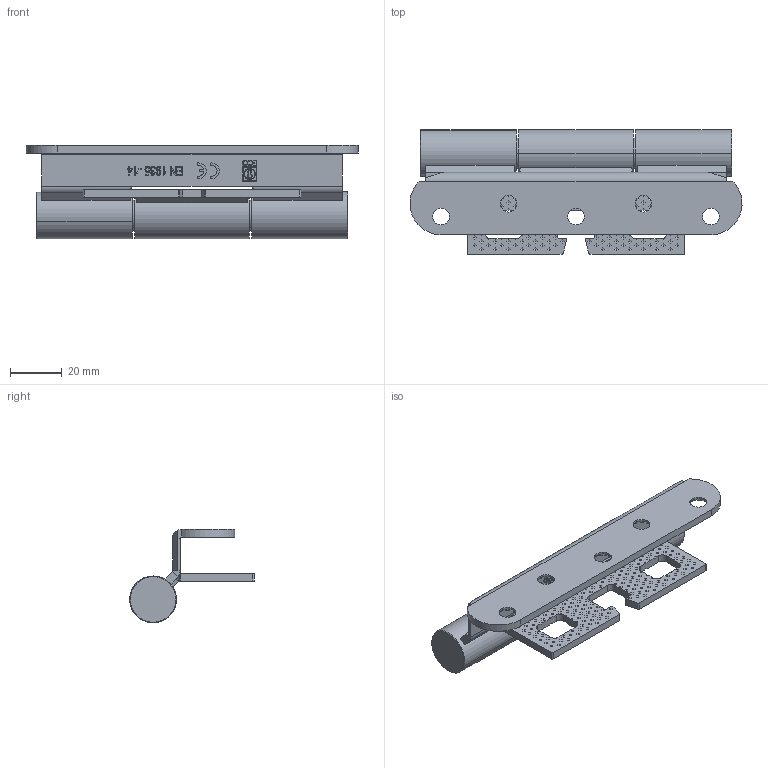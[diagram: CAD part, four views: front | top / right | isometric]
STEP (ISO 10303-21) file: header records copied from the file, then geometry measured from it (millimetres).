
FILE_DESCRIPTION (( 'STEP AP203' ), '1' );
FILE_NAME ('OBX-18-1531-120-LG-RC-A_D042-29425.STEP', '2022-05-03T09:43:56', ( '' ), ( '' ), 'SwSTEP 2.0', 'SolidWorks 2020', '' );
FILE_SCHEMA (( 'CONFIG_CONTROL_DESIGN' ));
Length unit declared in the file: millimetre
Products named in the file (8): DIN5401-III; D043-24251; D044-14308; OBX-18-1531-120-LG-RC-A_D042-29425; B01572; D044-24252; D046-14312; D043-25258
Assembly tree (11 placements, depth 2):
  OBX-18-1531-120-LG-RC-A_D042-29425
    D044-24252
    D043-25258
    DIN5401-III  x2
    B01572  x2
    D044-14308  x2
    D046-14312  x2
    D043-24251
Bounding box: 127.96 x 48 x 36 mm (x, y, z)
Volume: 49191.7 mm3; surface area: 30037.2 mm2
Topology: 11 solids, 11 shells, 1834 faces, 3993 edges, 2532 vertices
Faces by surface type: plane 1598, cylinder 133, bspline 57, cone 30, sphere 12, torus 4
Entity records: 51190 total; most frequent: CARTESIAN_POINT 11387, ORIENTED_EDGE 7776, DIRECTION 7485, EDGE_CURVE 3888, VECTOR 3467, LINE 3467, VERTEX_POINT 2464, EDGE_LOOP 2156
